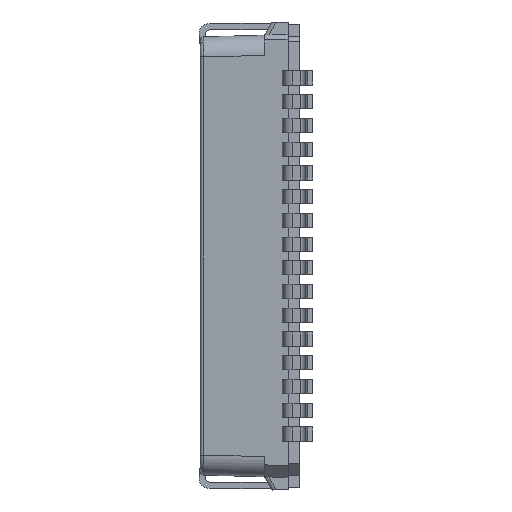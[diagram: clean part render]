
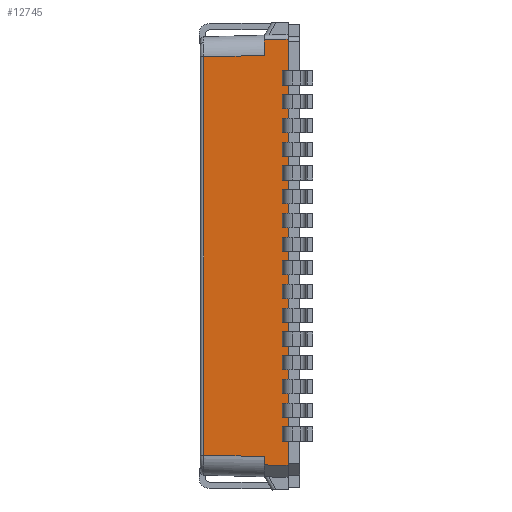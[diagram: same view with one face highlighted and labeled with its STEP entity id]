
A CAD part, left-side view. The second image highlights one B-rep face of the part: STEP entity #12745.
In plain terms, the highlighted planar face has unit normal (-1, 0.026, 0).
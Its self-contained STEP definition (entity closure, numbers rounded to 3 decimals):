
#593 = CARTESIAN_POINT ( 'NONE',  ( -4.224, 2.05, 9.099 ) ) ;
#736 = CARTESIAN_POINT ( 'NONE',  ( -4.251, 1.028, -8.476 ) ) ;
#849 = ORIENTED_EDGE ( 'NONE', *, *, #1646, .T. ) ;
#860 = CARTESIAN_POINT ( 'NONE',  ( -4.238, 1.515, 8.463 ) ) ;
#921 = DIRECTION ( 'NONE',  ( -0.026, -0.999, -0.026 ) ) ;
#983 = EDGE_CURVE ( 'NONE', #10038, #12815, #18735, .T. ) ;
#1123 = VERTEX_POINT ( 'NONE', #593 ) ;
#1526 = CARTESIAN_POINT ( 'NONE',  ( -4.237, 1.532, 9.112 ) ) ;
#1565 = DIRECTION ( 'NONE',  ( 0., 0., 1. ) ) ;
#1646 = EDGE_CURVE ( 'NONE', #14220, #18707, #13862, .T. ) ;
#1652 = DIRECTION ( 'NONE',  ( 0., 0., 1. ) ) ;
#1693 = LINE ( 'NONE', #5967, #16557 ) ;
#1703 = DIRECTION ( 'NONE',  ( -0.026, -0.999, -0.026 ) ) ;
#1920 = EDGE_CURVE ( 'NONE', #18707, #11977, #3403, .T. ) ;
#1956 = CARTESIAN_POINT ( 'NONE',  ( -4.25, 1.05, 9.125 ) ) ;
#2165 = CARTESIAN_POINT ( 'NONE',  ( -4.224, 2.05, -8.449 ) ) ;
#2915 = VECTOR ( 'NONE', #10560, 1000. ) ;
#2917 = VECTOR ( 'NONE', #17967, 1000. ) ;
#3403 = LINE ( 'NONE', #7638, #2915 ) ;
#3525 = EDGE_CURVE ( 'NONE', #12815, #15168, #15361, .T. ) ;
#3739 = CARTESIAN_POINT ( 'NONE',  ( -4.25, 1.05, -8.824 ) ) ;
#4212 = VECTOR ( 'NONE', #18381, 1000. ) ;
#5035 = VECTOR ( 'NONE', #1703, 1000. ) ;
#5741 = VECTOR ( 'NONE', #921, 1000. ) ;
#5967 = CARTESIAN_POINT ( 'NONE',  ( -4.224, 2.05, -9.325 ) ) ;
#6032 = CARTESIAN_POINT ( 'NONE',  ( -4.157, 4.604, 8.382 ) ) ;
#6415 = VECTOR ( 'NONE', #11568, 1000. ) ;
#6577 = ORIENTED_EDGE ( 'NONE', *, *, #3525, .T. ) ;
#6719 = EDGE_CURVE ( 'NONE', #11977, #14274, #18530, .T. ) ;
#6899 = ORIENTED_EDGE ( 'NONE', *, *, #1920, .T. ) ;
#7445 = CARTESIAN_POINT ( 'NONE',  ( -4.25, 1.05, -9.325 ) ) ;
#7638 = CARTESIAN_POINT ( 'NONE',  ( -4.157, 4.604, -8.378 ) ) ;
#8027 = EDGE_CURVE ( 'NONE', #10038, #14274, #1693, .T. ) ;
#9082 = CARTESIAN_POINT ( 'NONE',  ( -4.25, 1.037, -8.825 ) ) ;
#9159 = AXIS2_PLACEMENT_3D ( 'NONE', #18202, #18406, #16743 ) ;
#10038 = VERTEX_POINT ( 'NONE', #14532 ) ;
#10560 = DIRECTION ( 'NONE',  ( 0., 0., -1. ) ) ;
#10739 = CARTESIAN_POINT ( 'NONE',  ( -4.224, 2.05, -9.325 ) ) ;
#11458 = VECTOR ( 'NONE', #1565, 1000. ) ;
#11568 = DIRECTION ( 'NONE',  ( 0.026, 0.999, -0.026 ) ) ;
#11977 = VERTEX_POINT ( 'NONE', #12024 ) ;
#12010 = ORIENTED_EDGE ( 'NONE', *, *, #983, .T. ) ;
#12024 = CARTESIAN_POINT ( 'NONE',  ( -4.157, 4.604, -8.382 ) ) ;
#12123 = CARTESIAN_POINT ( 'NONE',  ( -4.224, 2.05, 8.449 ) ) ;
#12745 = ADVANCED_FACE ( 'NONE', ( #13896 ), #13802, .T. ) ;
#12815 = VERTEX_POINT ( 'NONE', #3739 ) ;
#13802 = PLANE ( 'NONE',  #9159 ) ;
#13862 = LINE ( 'NONE', #860, #6415 ) ;
#13896 = FACE_OUTER_BOUND ( 'NONE', #19198, .T. ) ;
#14220 = VERTEX_POINT ( 'NONE', #12123 ) ;
#14274 = VERTEX_POINT ( 'NONE', #2165 ) ;
#14532 = CARTESIAN_POINT ( 'NONE',  ( -4.224, 2.05, -8.798 ) ) ;
#15168 = VERTEX_POINT ( 'NONE', #1956 ) ;
#15361 = LINE ( 'NONE', #7445, #11458 ) ;
#15740 = EDGE_CURVE ( 'NONE', #14220, #1123, #18605, .T. ) ;
#16557 = VECTOR ( 'NONE', #1652, 1000. ) ;
#16743 = DIRECTION ( 'NONE',  ( -0.026, -1., 0. ) ) ;
#16926 = ORIENTED_EDGE ( 'NONE', *, *, #8027, .F. ) ;
#17257 = ORIENTED_EDGE ( 'NONE', *, *, #6719, .T. ) ;
#17484 = ORIENTED_EDGE ( 'NONE', *, *, #18641, .T. ) ;
#17805 = ORIENTED_EDGE ( 'NONE', *, *, #15740, .F. ) ;
#17967 = DIRECTION ( 'NONE',  ( 0.026, 0.999, -0.026 ) ) ;
#18011 = LINE ( 'NONE', #1526, #2917 ) ;
#18202 = CARTESIAN_POINT ( 'NONE',  ( -4.25, 1.05, -9.325 ) ) ;
#18381 = DIRECTION ( 'NONE',  ( 0., 0., 1. ) ) ;
#18406 = DIRECTION ( 'NONE',  ( -1., 0.026, 0. ) ) ;
#18530 = LINE ( 'NONE', #736, #5741 ) ;
#18605 = LINE ( 'NONE', #10739, #4212 ) ;
#18641 = EDGE_CURVE ( 'NONE', #15168, #1123, #18011, .T. ) ;
#18707 = VERTEX_POINT ( 'NONE', #6032 ) ;
#18735 = LINE ( 'NONE', #9082, #5035 ) ;
#19198 = EDGE_LOOP ( 'NONE', ( #849, #6899, #17257, #16926, #12010, #6577, #17484, #17805 ) ) ;
